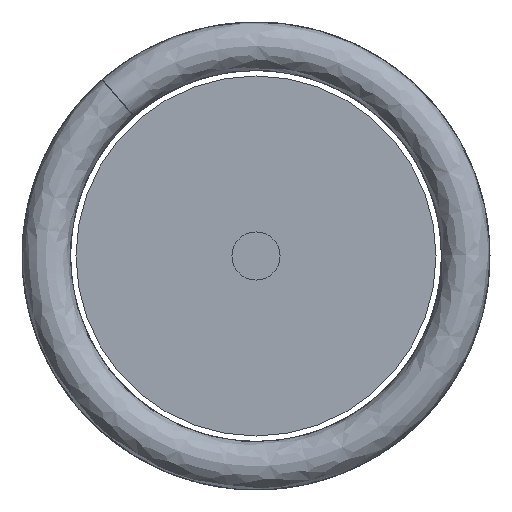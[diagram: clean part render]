
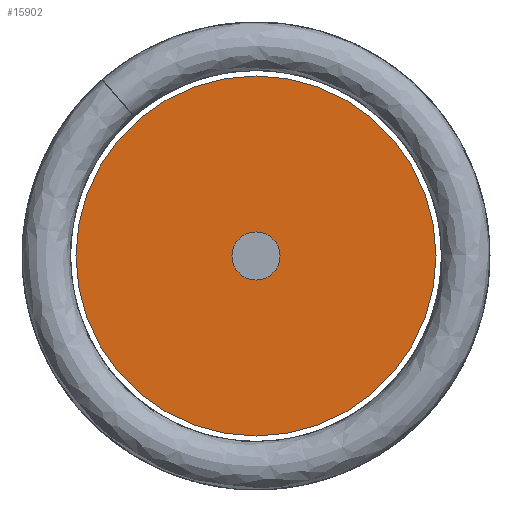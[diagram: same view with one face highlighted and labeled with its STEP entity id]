
A CAD part, front view. The second image highlights one B-rep face of the part: STEP entity #15902.
In plain terms, the highlighted planar face has unit normal (0, -1, 0).
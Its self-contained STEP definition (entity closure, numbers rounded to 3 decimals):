
#15777=CARTESIAN_POINT('',(0.,-28.375,0.));
#15778=DIRECTION('',(0.,1.,0.));
#15779=DIRECTION('',(1.,0.,0.));
#15780=AXIS2_PLACEMENT_3D('',#15777,#15778,#15779);
#15782=CARTESIAN_POINT('',(0.,-28.375,0.));
#15783=DIRECTION('',(0.,1.,0.));
#15784=DIRECTION('',(-1.,0.,0.));
#15785=AXIS2_PLACEMENT_3D('',#15782,#15783,#15784);
#15787=CARTESIAN_POINT('',(0.,-28.375,0.));
#15788=DIRECTION('',(0.,1.,0.));
#15789=DIRECTION('',(-1.,0.,0.));
#15790=AXIS2_PLACEMENT_3D('',#15787,#15788,#15789);
#15792=CARTESIAN_POINT('',(0.,-28.375,0.));
#15793=DIRECTION('',(0.,1.,0.));
#15794=DIRECTION('',(1.,0.,0.));
#15795=AXIS2_PLACEMENT_3D('',#15792,#15793,#15794);
#15861=CARTESIAN_POINT('',(3.027,-28.375,0.));
#15862=CARTESIAN_POINT('',(-3.027,-28.375,0.));
#15863=VERTEX_POINT('',#15861);
#15864=VERTEX_POINT('',#15862);
#15877=CARTESIAN_POINT('',(-0.405,-28.375,0.));
#15878=VERTEX_POINT('',#15877);
#15881=CARTESIAN_POINT('',(0.405,-28.375,0.));
#15882=VERTEX_POINT('',#15881);
#15885=CARTESIAN_POINT('',(0.,-28.375,0.));
#15886=DIRECTION('',(0.,1.,0.));
#15887=DIRECTION('',(1.,0.,0.));
#15888=AXIS2_PLACEMENT_3D('',#15885,#15886,#15887);
#15889=PLANE('',#15888);
#15891=ORIENTED_EDGE('',*,*,#15890,.T.);
#15893=ORIENTED_EDGE('',*,*,#15892,.T.);
#15894=EDGE_LOOP('',(#15891,#15893));
#15895=FACE_OUTER_BOUND('',#15894,.F.);
#15897=ORIENTED_EDGE('',*,*,#15896,.F.);
#15899=ORIENTED_EDGE('',*,*,#15898,.F.);
#15900=EDGE_LOOP('',(#15897,#15899));
#15901=FACE_BOUND('',#15900,.F.);
#15781=CIRCLE('',#15780,3.027);
#15786=CIRCLE('',#15785,3.027);
#15791=CIRCLE('',#15790,0.405);
#15796=CIRCLE('',#15795,0.405);
#15890=EDGE_CURVE('',#15863,#15864,#15781,.T.);
#15892=EDGE_CURVE('',#15864,#15863,#15786,.T.);
#15896=EDGE_CURVE('',#15878,#15882,#15791,.T.);
#15898=EDGE_CURVE('',#15882,#15878,#15796,.T.);
#15902=ADVANCED_FACE('',(#15895,#15901),#15889,.F.);
